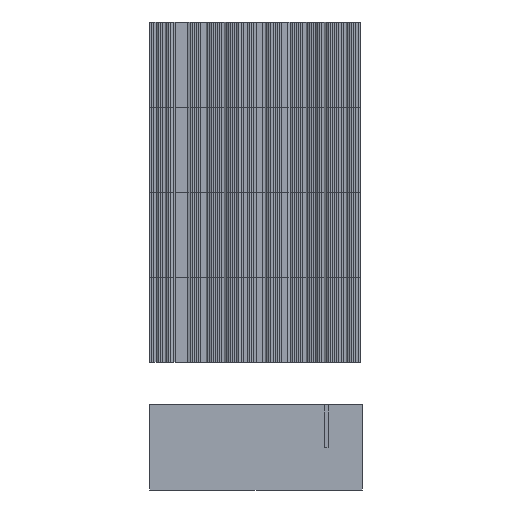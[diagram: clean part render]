
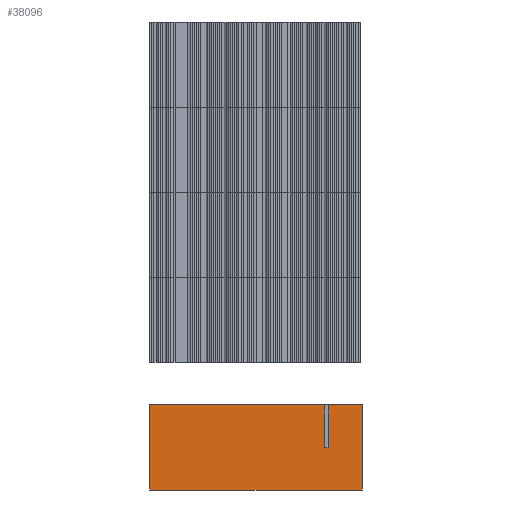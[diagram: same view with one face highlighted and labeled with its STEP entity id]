
A CAD part, front view. The second image highlights one B-rep face of the part: STEP entity #38096.
In plain terms, the highlighted planar face has unit normal (0, -1, 0).
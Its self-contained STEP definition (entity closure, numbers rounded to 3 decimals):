
#37952 = EDGE_CURVE('',#37953,#37955,#37957,.T.);
#37953 = VERTEX_POINT('',#37954);
#37954 = CARTESIAN_POINT('',(-50.,-25.,-120.));
#37955 = VERTEX_POINT('',#37956);
#37956 = CARTESIAN_POINT('',(-50.,-25.,-80.));
#37957 = SURFACE_CURVE('',#37958,(#37962,#37974),.PCURVE_S1.);
#37958 = LINE('',#37959,#37960);
#37959 = CARTESIAN_POINT('',(-50.,-25.,-120.));
#37960 = VECTOR('',#37961,1.);
#37961 = DIRECTION('',(0.,0.,1.));
#37962 = PCURVE('',#37963,#37968);
#37963 = PLANE('',#37964);
#37964 = AXIS2_PLACEMENT_3D('',#37965,#37966,#37967);
#37965 = CARTESIAN_POINT('',(-50.,-25.,-120.));
#37966 = DIRECTION('',(1.,0.,0.));
#37967 = DIRECTION('',(0.,0.,1.));
#37968 = DEFINITIONAL_REPRESENTATION('',(#37969),#37973);
#37969 = LINE('',#37970,#37971);
#37970 = CARTESIAN_POINT('',(0.,0.));
#37971 = VECTOR('',#37972,1.);
#37972 = DIRECTION('',(1.,0.));
#37973 = ( GEOMETRIC_REPRESENTATION_CONTEXT(2) 
PARAMETRIC_REPRESENTATION_CONTEXT() REPRESENTATION_CONTEXT('2D SPACE',''
  ) );
#37974 = PCURVE('',#37975,#37980);
#37975 = PLANE('',#37976);
#37976 = AXIS2_PLACEMENT_3D('',#37977,#37978,#37979);
#37977 = CARTESIAN_POINT('',(-50.,-25.,-120.));
#37978 = DIRECTION('',(0.,1.,0.));
#37979 = DIRECTION('',(0.,0.,1.));
#37980 = DEFINITIONAL_REPRESENTATION('',(#37981),#37985);
#37981 = LINE('',#37982,#37983);
#37982 = CARTESIAN_POINT('',(0.,0.));
#37983 = VECTOR('',#37984,1.);
#37984 = DIRECTION('',(1.,0.));
#37985 = ( GEOMETRIC_REPRESENTATION_CONTEXT(2) 
PARAMETRIC_REPRESENTATION_CONTEXT() REPRESENTATION_CONTEXT('2D SPACE',''
  ) );
#38003 = PLANE('',#38004);
#38004 = AXIS2_PLACEMENT_3D('',#38005,#38006,#38007);
#38005 = CARTESIAN_POINT('',(-50.,-25.,-120.));
#38006 = DIRECTION('',(0.,0.,1.));
#38007 = DIRECTION('',(1.,0.,0.));
#38085 = PLANE('',#38086);
#38086 = AXIS2_PLACEMENT_3D('',#38087,#38088,#38089);
#38087 = CARTESIAN_POINT('',(-50.,-25.,-80.));
#38088 = DIRECTION('',(0.,0.,1.));
#38089 = DIRECTION('',(1.,0.,0.));
#38096 = ADVANCED_FACE('',(#38097),#37975,.F.);
#38097 = FACE_BOUND('',#38098,.F.);
#38098 = EDGE_LOOP('',(#38099,#38129,#38150,#38151,#38174,#38202,#38230,
    #38258));
#38099 = ORIENTED_EDGE('',*,*,#38100,.F.);
#38100 = EDGE_CURVE('',#38101,#38103,#38105,.T.);
#38101 = VERTEX_POINT('',#38102);
#38102 = CARTESIAN_POINT('',(50.,-25.,-120.));
#38103 = VERTEX_POINT('',#38104);
#38104 = CARTESIAN_POINT('',(50.,-25.,-80.));
#38105 = SURFACE_CURVE('',#38106,(#38110,#38117),.PCURVE_S1.);
#38106 = LINE('',#38107,#38108);
#38107 = CARTESIAN_POINT('',(50.,-25.,-120.));
#38108 = VECTOR('',#38109,1.);
#38109 = DIRECTION('',(0.,0.,1.));
#38110 = PCURVE('',#37975,#38111);
#38111 = DEFINITIONAL_REPRESENTATION('',(#38112),#38116);
#38112 = LINE('',#38113,#38114);
#38113 = CARTESIAN_POINT('',(0.,100.));
#38114 = VECTOR('',#38115,1.);
#38115 = DIRECTION('',(1.,0.));
#38116 = ( GEOMETRIC_REPRESENTATION_CONTEXT(2) 
PARAMETRIC_REPRESENTATION_CONTEXT() REPRESENTATION_CONTEXT('2D SPACE',''
  ) );
#38117 = PCURVE('',#38118,#38123);
#38118 = PLANE('',#38119);
#38119 = AXIS2_PLACEMENT_3D('',#38120,#38121,#38122);
#38120 = CARTESIAN_POINT('',(50.,-25.,-120.));
#38121 = DIRECTION('',(1.,0.,0.));
#38122 = DIRECTION('',(0.,0.,1.));
#38123 = DEFINITIONAL_REPRESENTATION('',(#38124),#38128);
#38124 = LINE('',#38125,#38126);
#38125 = CARTESIAN_POINT('',(0.,0.));
#38126 = VECTOR('',#38127,1.);
#38127 = DIRECTION('',(1.,0.));
#38128 = ( GEOMETRIC_REPRESENTATION_CONTEXT(2) 
PARAMETRIC_REPRESENTATION_CONTEXT() REPRESENTATION_CONTEXT('2D SPACE',''
  ) );
#38129 = ORIENTED_EDGE('',*,*,#38130,.F.);
#38130 = EDGE_CURVE('',#37953,#38101,#38131,.T.);
#38131 = SURFACE_CURVE('',#38132,(#38136,#38143),.PCURVE_S1.);
#38132 = LINE('',#38133,#38134);
#38133 = CARTESIAN_POINT('',(-50.,-25.,-120.));
#38134 = VECTOR('',#38135,1.);
#38135 = DIRECTION('',(1.,0.,0.));
#38136 = PCURVE('',#37975,#38137);
#38137 = DEFINITIONAL_REPRESENTATION('',(#38138),#38142);
#38138 = LINE('',#38139,#38140);
#38139 = CARTESIAN_POINT('',(0.,0.));
#38140 = VECTOR('',#38141,1.);
#38141 = DIRECTION('',(0.,1.));
#38142 = ( GEOMETRIC_REPRESENTATION_CONTEXT(2) 
PARAMETRIC_REPRESENTATION_CONTEXT() REPRESENTATION_CONTEXT('2D SPACE',''
  ) );
#38143 = PCURVE('',#38003,#38144);
#38144 = DEFINITIONAL_REPRESENTATION('',(#38145),#38149);
#38145 = LINE('',#38146,#38147);
#38146 = CARTESIAN_POINT('',(0.,0.));
#38147 = VECTOR('',#38148,1.);
#38148 = DIRECTION('',(1.,0.));
#38149 = ( GEOMETRIC_REPRESENTATION_CONTEXT(2) 
PARAMETRIC_REPRESENTATION_CONTEXT() REPRESENTATION_CONTEXT('2D SPACE',''
  ) );
#38150 = ORIENTED_EDGE('',*,*,#37952,.T.);
#38151 = ORIENTED_EDGE('',*,*,#38152,.T.);
#38152 = EDGE_CURVE('',#37955,#38153,#38155,.T.);
#38153 = VERTEX_POINT('',#38154);
#38154 = CARTESIAN_POINT('',(32.121,-25.,-80.));
#38155 = SURFACE_CURVE('',#38156,(#38160,#38167),.PCURVE_S1.);
#38156 = LINE('',#38157,#38158);
#38157 = CARTESIAN_POINT('',(-50.,-25.,-80.));
#38158 = VECTOR('',#38159,1.);
#38159 = DIRECTION('',(1.,0.,0.));
#38160 = PCURVE('',#37975,#38161);
#38161 = DEFINITIONAL_REPRESENTATION('',(#38162),#38166);
#38162 = LINE('',#38163,#38164);
#38163 = CARTESIAN_POINT('',(40.,0.));
#38164 = VECTOR('',#38165,1.);
#38165 = DIRECTION('',(0.,1.));
#38166 = ( GEOMETRIC_REPRESENTATION_CONTEXT(2) 
PARAMETRIC_REPRESENTATION_CONTEXT() REPRESENTATION_CONTEXT('2D SPACE',''
  ) );
#38167 = PCURVE('',#38085,#38168);
#38168 = DEFINITIONAL_REPRESENTATION('',(#38169),#38173);
#38169 = LINE('',#38170,#38171);
#38170 = CARTESIAN_POINT('',(0.,0.));
#38171 = VECTOR('',#38172,1.);
#38172 = DIRECTION('',(1.,0.));
#38173 = ( GEOMETRIC_REPRESENTATION_CONTEXT(2) 
PARAMETRIC_REPRESENTATION_CONTEXT() REPRESENTATION_CONTEXT('2D SPACE',''
  ) );
#38174 = ORIENTED_EDGE('',*,*,#38175,.T.);
#38175 = EDGE_CURVE('',#38153,#38176,#38178,.T.);
#38176 = VERTEX_POINT('',#38177);
#38177 = CARTESIAN_POINT('',(32.121,-25.,-100.));
#38178 = SURFACE_CURVE('',#38179,(#38183,#38190),.PCURVE_S1.);
#38179 = LINE('',#38180,#38181);
#38180 = CARTESIAN_POINT('',(32.121,-25.,-110.));
#38181 = VECTOR('',#38182,1.);
#38182 = DIRECTION('',(-0.,0.,-1.));
#38183 = PCURVE('',#37975,#38184);
#38184 = DEFINITIONAL_REPRESENTATION('',(#38185),#38189);
#38185 = LINE('',#38186,#38187);
#38186 = CARTESIAN_POINT('',(10.,82.121));
#38187 = VECTOR('',#38188,1.);
#38188 = DIRECTION('',(-1.,0.));
#38189 = ( GEOMETRIC_REPRESENTATION_CONTEXT(2) 
PARAMETRIC_REPRESENTATION_CONTEXT() REPRESENTATION_CONTEXT('2D SPACE',''
  ) );
#38190 = PCURVE('',#38191,#38196);
#38191 = PLANE('',#38192);
#38192 = AXIS2_PLACEMENT_3D('',#38193,#38194,#38195);
#38193 = CARTESIAN_POINT('',(32.,2.524,-100.));
#38194 = DIRECTION('',(1.,0.004,-0.));
#38195 = DIRECTION('',(0.004,-1.,0.));
#38196 = DEFINITIONAL_REPRESENTATION('',(#38197),#38201);
#38197 = LINE('',#38198,#38199);
#38198 = CARTESIAN_POINT('',(27.524,10.));
#38199 = VECTOR('',#38200,1.);
#38200 = DIRECTION('',(-0.,1.));
#38201 = ( GEOMETRIC_REPRESENTATION_CONTEXT(2) 
PARAMETRIC_REPRESENTATION_CONTEXT() REPRESENTATION_CONTEXT('2D SPACE',''
  ) );
#38202 = ORIENTED_EDGE('',*,*,#38203,.T.);
#38203 = EDGE_CURVE('',#38176,#38204,#38206,.T.);
#38204 = VERTEX_POINT('',#38205);
#38205 = CARTESIAN_POINT('',(33.9,-25.,-100.));
#38206 = SURFACE_CURVE('',#38207,(#38211,#38218),.PCURVE_S1.);
#38207 = LINE('',#38208,#38209);
#38208 = CARTESIAN_POINT('',(-25.047,-25.,-100.));
#38209 = VECTOR('',#38210,1.);
#38210 = DIRECTION('',(1.,0.,0.));
#38211 = PCURVE('',#37975,#38212);
#38212 = DEFINITIONAL_REPRESENTATION('',(#38213),#38217);
#38213 = LINE('',#38214,#38215);
#38214 = CARTESIAN_POINT('',(20.,24.953));
#38215 = VECTOR('',#38216,1.);
#38216 = DIRECTION('',(0.,1.));
#38217 = ( GEOMETRIC_REPRESENTATION_CONTEXT(2) 
PARAMETRIC_REPRESENTATION_CONTEXT() REPRESENTATION_CONTEXT('2D SPACE',''
  ) );
#38218 = PCURVE('',#38219,#38224);
#38219 = PLANE('',#38220);
#38220 = AXIS2_PLACEMENT_3D('',#38221,#38222,#38223);
#38221 = CARTESIAN_POINT('',(-0.094,-0.444,-100.)
  );
#38222 = DIRECTION('',(0.,0.,1.));
#38223 = DIRECTION('',(1.,0.,-0.));
#38224 = DEFINITIONAL_REPRESENTATION('',(#38225),#38229);
#38225 = LINE('',#38226,#38227);
#38226 = CARTESIAN_POINT('',(-24.953,-24.556));
#38227 = VECTOR('',#38228,1.);
#38228 = DIRECTION('',(1.,0.));
#38229 = ( GEOMETRIC_REPRESENTATION_CONTEXT(2) 
PARAMETRIC_REPRESENTATION_CONTEXT() REPRESENTATION_CONTEXT('2D SPACE',''
  ) );
#38230 = ORIENTED_EDGE('',*,*,#38231,.T.);
#38231 = EDGE_CURVE('',#38204,#38232,#38234,.T.);
#38232 = VERTEX_POINT('',#38233);
#38233 = CARTESIAN_POINT('',(33.9,-25.,-80.));
#38234 = SURFACE_CURVE('',#38235,(#38239,#38246),.PCURVE_S1.);
#38235 = LINE('',#38236,#38237);
#38236 = CARTESIAN_POINT('',(33.9,-25.,-110.));
#38237 = VECTOR('',#38238,1.);
#38238 = DIRECTION('',(0.,-0.,1.));
#38239 = PCURVE('',#37975,#38240);
#38240 = DEFINITIONAL_REPRESENTATION('',(#38241),#38245);
#38241 = LINE('',#38242,#38243);
#38242 = CARTESIAN_POINT('',(10.,83.9));
#38243 = VECTOR('',#38244,1.);
#38244 = DIRECTION('',(1.,0.));
#38245 = ( GEOMETRIC_REPRESENTATION_CONTEXT(2) 
PARAMETRIC_REPRESENTATION_CONTEXT() REPRESENTATION_CONTEXT('2D SPACE',''
  ) );
#38246 = PCURVE('',#38247,#38252);
#38247 = PLANE('',#38248);
#38248 = AXIS2_PLACEMENT_3D('',#38249,#38250,#38251);
#38249 = CARTESIAN_POINT('',(33.,-225.653,-100.));
#38250 = DIRECTION('',(-1.,0.004,0.));
#38251 = DIRECTION('',(0.004,1.,0.));
#38252 = DEFINITIONAL_REPRESENTATION('',(#38253),#38257);
#38253 = LINE('',#38254,#38255);
#38254 = CARTESIAN_POINT('',(200.655,10.));
#38255 = VECTOR('',#38256,1.);
#38256 = DIRECTION('',(0.,-1.));
#38257 = ( GEOMETRIC_REPRESENTATION_CONTEXT(2) 
PARAMETRIC_REPRESENTATION_CONTEXT() REPRESENTATION_CONTEXT('2D SPACE',''
  ) );
#38258 = ORIENTED_EDGE('',*,*,#38259,.T.);
#38259 = EDGE_CURVE('',#38232,#38103,#38260,.T.);
#38260 = SURFACE_CURVE('',#38261,(#38265,#38272),.PCURVE_S1.);
#38261 = LINE('',#38262,#38263);
#38262 = CARTESIAN_POINT('',(-50.,-25.,-80.));
#38263 = VECTOR('',#38264,1.);
#38264 = DIRECTION('',(1.,0.,0.));
#38265 = PCURVE('',#37975,#38266);
#38266 = DEFINITIONAL_REPRESENTATION('',(#38267),#38271);
#38267 = LINE('',#38268,#38269);
#38268 = CARTESIAN_POINT('',(40.,0.));
#38269 = VECTOR('',#38270,1.);
#38270 = DIRECTION('',(0.,1.));
#38271 = ( GEOMETRIC_REPRESENTATION_CONTEXT(2) 
PARAMETRIC_REPRESENTATION_CONTEXT() REPRESENTATION_CONTEXT('2D SPACE',''
  ) );
#38272 = PCURVE('',#38273,#38278);
#38273 = PLANE('',#38274);
#38274 = AXIS2_PLACEMENT_3D('',#38275,#38276,#38277);
#38275 = CARTESIAN_POINT('',(-50.,-25.,-80.));
#38276 = DIRECTION('',(0.,0.,1.));
#38277 = DIRECTION('',(1.,0.,0.));
#38278 = DEFINITIONAL_REPRESENTATION('',(#38279),#38283);
#38279 = LINE('',#38280,#38281);
#38280 = CARTESIAN_POINT('',(0.,0.));
#38281 = VECTOR('',#38282,1.);
#38282 = DIRECTION('',(1.,0.));
#38283 = ( GEOMETRIC_REPRESENTATION_CONTEXT(2) 
PARAMETRIC_REPRESENTATION_CONTEXT() REPRESENTATION_CONTEXT('2D SPACE',''
  ) );
